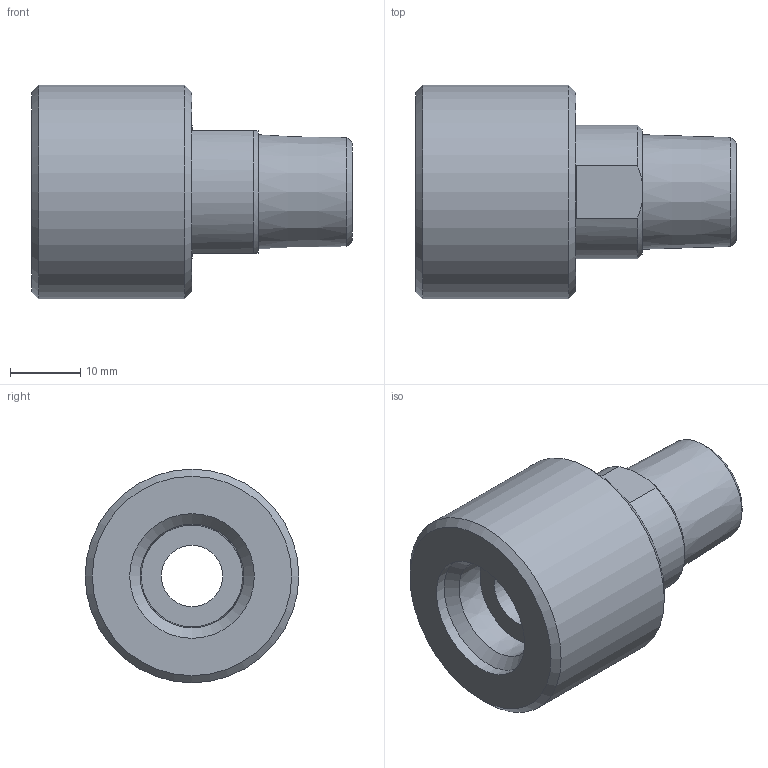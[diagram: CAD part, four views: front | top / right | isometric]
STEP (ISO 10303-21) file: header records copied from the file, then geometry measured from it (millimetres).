
FILE_DESCRIPTION(/* description */ (''),/* implementation_level */ '2;1');
FILE_NAME(/* name */ 'MET-061062-PT.stp',/* time_stamp */ '2014-07-30T08:54:23-05:00',/* author */ ('JakeC'),/* organization */ ('FasTest,Inc.'),/* preprocessor_version */ 'ST-DEVELOPER v15.2',/* originating_system */ 'Autodesk Inventor 2014',/* authorisation */ '');
FILE_SCHEMA (('AUTOMOTIVE_DESIGN { 1 0 10303 214 3 1 1 }'));
Length unit declared in the file: inch
Products named in the file (1): MET-061062-PT
Bounding box: 45.77 x 30.48 x 30.48 mm (x, y, z)
Volume: 17458 mm3; surface area: 6295.1 mm2
Topology: 1 solids, 1 shells, 25 faces, 49 edges, 31 vertices
Faces by surface type: plane 11, cone 8, cylinder 6
Full cylindrical faces by diameter (mm): 8.738 x1, 9.652 x1, 17.78 x1, 19.05 x1, 23.876 x1, 30.48 x1
Entity records: 604 total; most frequent: DIRECTION 108, CARTESIAN_POINT 100, ORIENTED_EDGE 72, AXIS2_PLACEMENT_3D 50, EDGE_LOOP 44, EDGE_CURVE 36, VERTEX_POINT 30, ADVANCED_FACE 25
